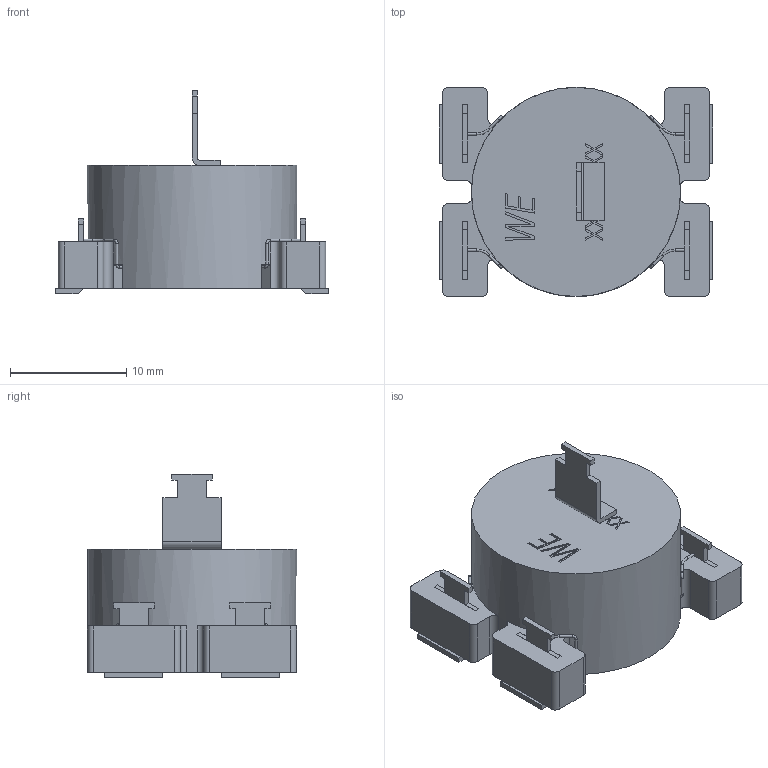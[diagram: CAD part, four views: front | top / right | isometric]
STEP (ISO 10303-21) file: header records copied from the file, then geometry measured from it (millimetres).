
FILE_DESCRIPTION( ( 'Unknown' ), '1' );
FILE_NAME( '744851xxx.stp', 'Unknown', ( 'Unknown' ), ( 'Unknown' ), 'PSStep 13.0', 'Unknown', ' ' );
FILE_SCHEMA( ( 'AUTOMOTIVE_DESIGN { 1 0 10303 214 1 1 1 1 }' ) );
Length unit declared in the file: millimetre
Products named in the file (8): Assem1; Pin; base
Bounding box: 23.5 x 18 x 17.5 mm (x, y, z)
Volume: 3449.2 mm3; surface area: 7486.2 mm2
Topology: 17 solids, 17 shells, 2026 faces, 4456 edges, 2484 vertices
Faces by surface type: cylinder 802, plane 476, torus 408, bspline 340
Full cylindrical faces by diameter (mm): 0.2 x728, 7 x2, 13 x2, 16 x2, 18 x2
Entity records: 56536 total; most frequent: CARTESIAN_POINT 30765, DIRECTION 3638, ORIENTED_EDGE 2840, EDGE_LOOP 1740, FACE_OUTER_BOUND 1720, AXIS2_PLACEMENT_3D 1655, EDGE_CURVE 1420, VERTEX_POINT 1192
